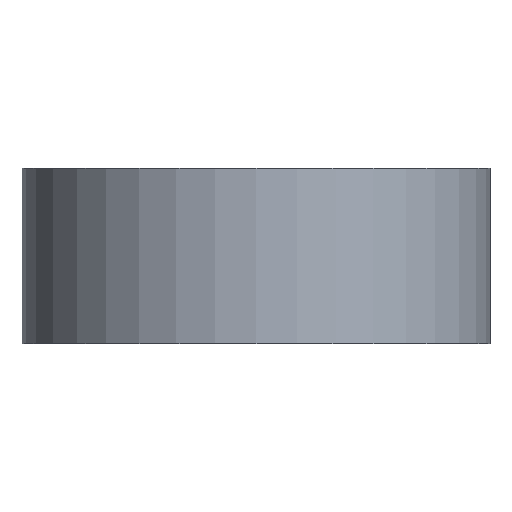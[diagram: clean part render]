
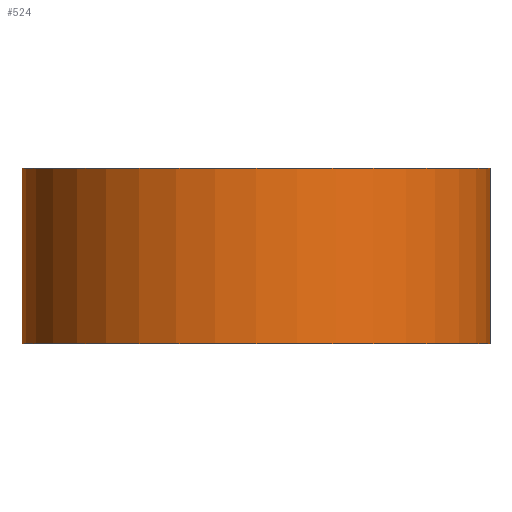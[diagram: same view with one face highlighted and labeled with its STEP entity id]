
A CAD part, front view. The second image highlights one B-rep face of the part: STEP entity #524.
In plain terms, the highlighted cylindrical face has radius 40 mm (diameter 80 mm), a full revolution.
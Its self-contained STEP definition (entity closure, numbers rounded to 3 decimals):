
#70=LINE('',#1086,#100);
#100=VECTOR('',#752,40.);
#112=CYLINDRICAL_SURFACE('',#598,40.);
#134=FACE_OUTER_BOUND('',#163,.T.);
#163=EDGE_LOOP('',(#479,#480,#481,#482));
#213=CIRCLE('',#599,40.);
#214=CIRCLE('',#600,40.);
#271=VERTEX_POINT('',#1083);
#272=VERTEX_POINT('',#1085);
#346=EDGE_CURVE('',#271,#271,#213,.T.);
#347=EDGE_CURVE('',#271,#272,#70,.T.);
#348=EDGE_CURVE('',#272,#272,#214,.T.);
#479=ORIENTED_EDGE('',*,*,#346,.F.);
#480=ORIENTED_EDGE('',*,*,#347,.T.);
#481=ORIENTED_EDGE('',*,*,#348,.T.);
#482=ORIENTED_EDGE('',*,*,#347,.F.);
#524=ADVANCED_FACE('',(#134),#112,.T.);
#598=AXIS2_PLACEMENT_3D('',#1082,#748,#749);
#599=AXIS2_PLACEMENT_3D('',#1084,#750,#751);
#600=AXIS2_PLACEMENT_3D('',#1087,#753,#754);
#748=DIRECTION('center_axis',(0.,0.,1.));
#749=DIRECTION('ref_axis',(1.,0.,0.));
#750=DIRECTION('center_axis',(0.,0.,1.));
#751=DIRECTION('ref_axis',(1.,0.,0.));
#752=DIRECTION('',(0.,0.,-1.));
#753=DIRECTION('center_axis',(0.,0.,1.));
#754=DIRECTION('ref_axis',(1.,0.,0.));
#1082=CARTESIAN_POINT('Origin',(0.,0.,0.));
#1083=CARTESIAN_POINT('',(-40.,0.,30.));
#1084=CARTESIAN_POINT('Origin',(0.,0.,30.));
#1085=CARTESIAN_POINT('',(-40.,0.,0.));
#1086=CARTESIAN_POINT('',(-40.,0.,0.));
#1087=CARTESIAN_POINT('Origin',(0.,0.,0.));
